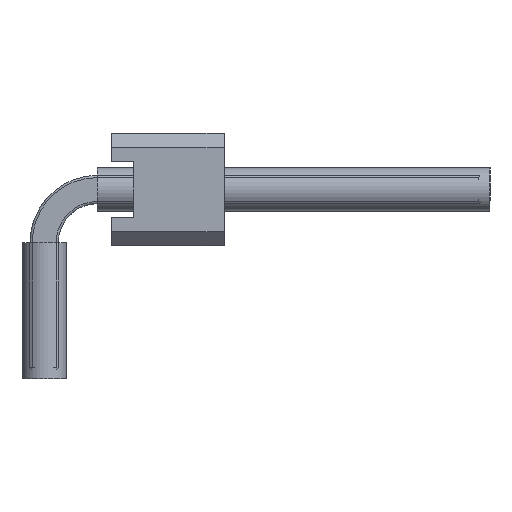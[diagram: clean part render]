
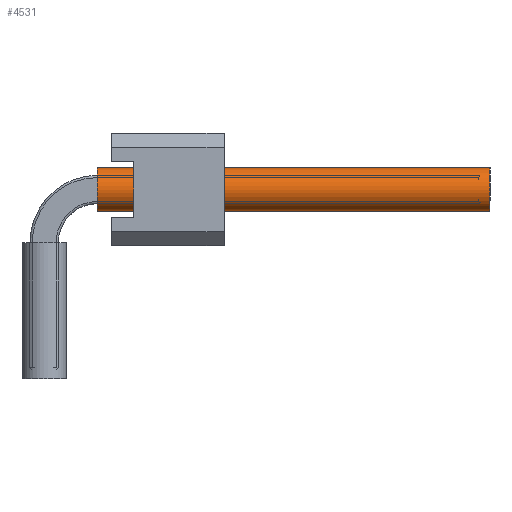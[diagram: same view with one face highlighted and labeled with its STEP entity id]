
A CAD part, left-side view. The second image highlights one B-rep face of the part: STEP entity #4531.
In plain terms, the highlighted cylindrical face has radius 0.5 mm (diameter 1 mm), a full revolution.
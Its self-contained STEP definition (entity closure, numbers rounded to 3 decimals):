
#2548=ORIENTED_EDGE('',*,*,#3192,.F.);
#2549=ORIENTED_EDGE('',*,*,#3193,.T.);
#3192=EDGE_CURVE('',#3620,#3620,#3744,.T.);
#3193=EDGE_CURVE('',#3621,#3621,#3745,.T.);
#3620=VERTEX_POINT('',#7501);
#3621=VERTEX_POINT('',#7503);
#3744=CIRCLE('',#4935,0.5);
#3745=CIRCLE('',#4936,0.5);
#3994=EDGE_LOOP('',(#2548));
#3995=EDGE_LOOP('',(#2549));
#4244=FACE_BOUND('',#3994,.T.);
#4245=FACE_BOUND('',#3995,.T.);
#4309=CYLINDRICAL_SURFACE('',#4934,0.5);
#4531=ADVANCED_FACE('',(#4244,#4245),#4309,.F.);
#4934=AXIS2_PLACEMENT_3D('',#7499,#6176,#6177);
#4935=AXIS2_PLACEMENT_3D('',#7500,#6178,#6179);
#4936=AXIS2_PLACEMENT_3D('',#7502,#6180,#6181);
#6176=DIRECTION('',(1.,0.,0.));
#6177=DIRECTION('',(0.,0.,-1.));
#6178=DIRECTION('',(-1.,0.,0.));
#6179=DIRECTION('',(0.,0.,1.));
#6180=DIRECTION('',(-1.,0.,0.));
#6181=DIRECTION('',(0.,0.,1.));
#7499=CARTESIAN_POINT('',(1.2,0.,4.27));
#7500=CARTESIAN_POINT('',(10.06,0.,4.27));
#7501=CARTESIAN_POINT('',(10.06,0.,4.77));
#7502=CARTESIAN_POINT('',(1.2,0.,4.27));
#7503=CARTESIAN_POINT('',(1.2,0.,4.77));
